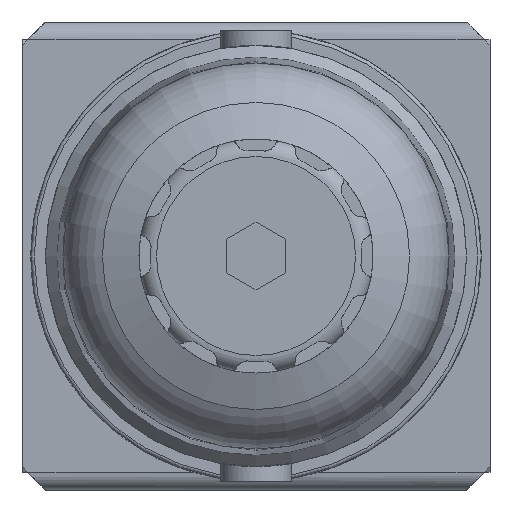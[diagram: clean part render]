
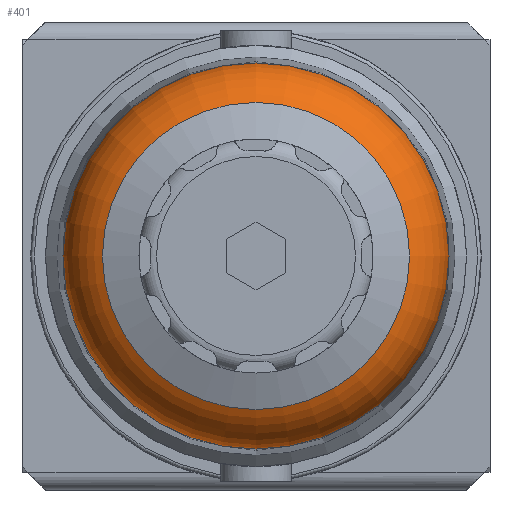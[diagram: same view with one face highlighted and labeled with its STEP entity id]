
A CAD part, front view. The second image highlights one B-rep face of the part: STEP entity #401.
In plain terms, the highlighted toroidal (fillet/blend) face has major radius 10.5 mm and minor radius 6 mm.
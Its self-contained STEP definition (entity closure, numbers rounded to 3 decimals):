
#401 = ADVANCED_FACE( '', ( #949, #950 ), #951, .T. );
#949 = FACE_OUTER_BOUND( '', #1527, .T. );
#950 = FACE_OUTER_BOUND( '', #1528, .T. );
#951 = TOROIDAL_SURFACE( '', #1529, 10.5, 6. );
#1527 = EDGE_LOOP( '', ( #3440 ) );
#1528 = EDGE_LOOP( '', ( #3441 ) );
#1529 = AXIS2_PLACEMENT_3D( '', #3442, #3443, #3444 );
#3440 = ORIENTED_EDGE( '', *, *, #4243, .T. );
#3441 = ORIENTED_EDGE( '', *, *, #4244, .F. );
#3442 = CARTESIAN_POINT( '', ( 0., 24.19, 0. ) );
#3443 = DIRECTION( '', ( 0., -1., 0. ) );
#3444 = DIRECTION( '', ( 0., 0., -1. ) );
#4243 = EDGE_CURVE( '', #5312, #5312, #5313, .T. );
#4244 = EDGE_CURVE( '', #5314, #5314, #5315, .T. );
#5312 = VERTEX_POINT( '', #7290 );
#5313 = CIRCLE( '', #7291, 16.5 );
#5314 = VERTEX_POINT( '', #7292 );
#5315 = CIRCLE( '', #7293, 13.125 );
#7290 = CARTESIAN_POINT( '', ( 0., 24.126, -16.5 ) );
#7291 = AXIS2_PLACEMENT_3D( '', #8218, #8219, #8220 );
#7292 = CARTESIAN_POINT( '', ( 0., 18.794, -13.125 ) );
#7293 = AXIS2_PLACEMENT_3D( '', #8221, #8222, #8223 );
#8218 = CARTESIAN_POINT( '', ( 0., 24.126, 0. ) );
#8219 = DIRECTION( '', ( 0., -1., 0. ) );
#8220 = DIRECTION( '', ( 0., 0., -1. ) );
#8221 = CARTESIAN_POINT( '', ( 0., 18.794, 0. ) );
#8222 = DIRECTION( '', ( 0., -1., 0. ) );
#8223 = DIRECTION( '', ( 0., 0., -1. ) );
